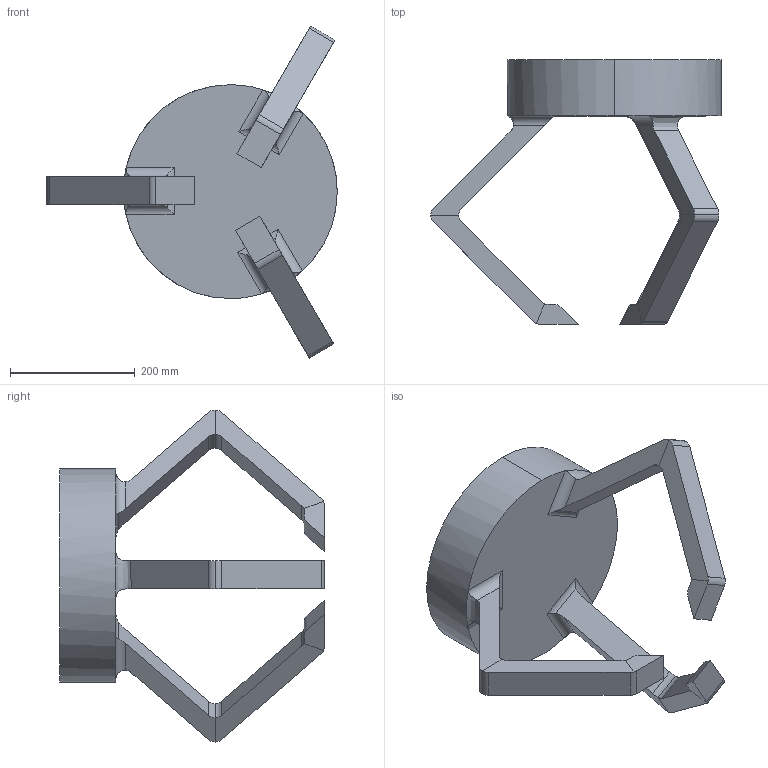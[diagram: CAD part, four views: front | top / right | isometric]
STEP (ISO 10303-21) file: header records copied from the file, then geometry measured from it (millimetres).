
FILE_DESCRIPTION (( 'STEP AP203' ), '1' );
FILE_NAME ('gripper_Predeterminado_sldprt.STEP', '2022-10-07T00:05:16', ( '' ), ( '' ), 'SwSTEP 2.0', 'SolidWorks 2022', '' );
FILE_SCHEMA (( 'CONFIG_CONTROL_DESIGN' ));
Length unit declared in the file: millimetre
Products named in the file (1): gripper_Predeterminado_sldprt
Bounding box: 465.79 x 424.11 x 532.3 mm (x, y, z)
Volume: 10489828.5 mm3; surface area: 502188.8 mm2
Topology: 1 solids, 1 shells, 76 faces, 204 edges, 130 vertices
Faces by surface type: plane 41, cylinder 32, bspline 3
Entity records: 2805 total; most frequent: CARTESIAN_POINT 849, ORIENTED_EDGE 408, DIRECTION 389, EDGE_CURVE 204, AXIS2_PLACEMENT_3D 138, VERTEX_POINT 130, LINE 113, VECTOR 113
